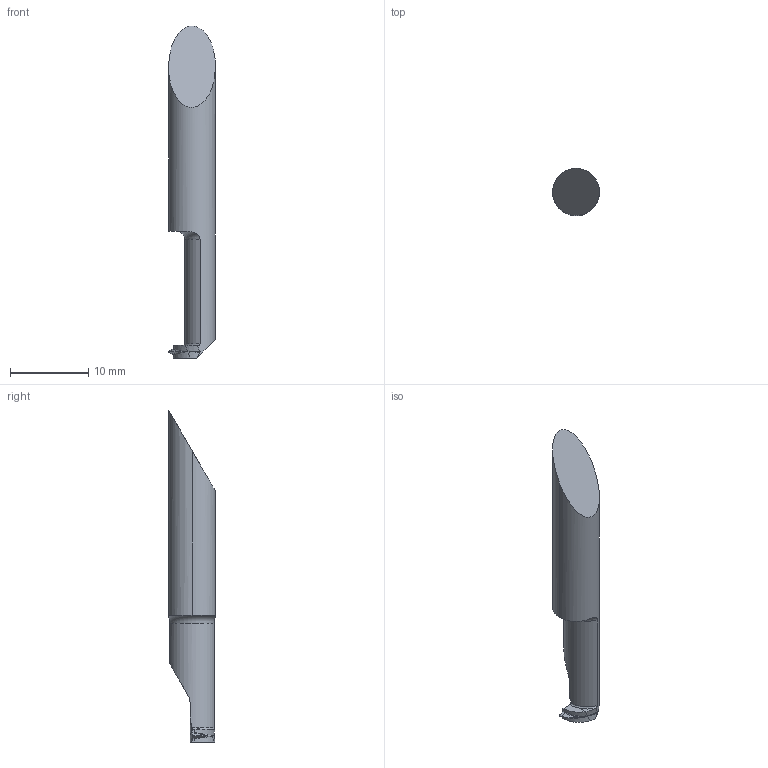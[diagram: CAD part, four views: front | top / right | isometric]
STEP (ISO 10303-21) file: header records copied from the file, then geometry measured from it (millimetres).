
FILE_DESCRIPTION(/* description */ (''),/* implementation_level */ '2;1');
FILE_NAME(/* name */ '1601532087810.stp',/* time_stamp */ '2020-10-01T11:31:33+05:00',/* author */ (''),/* organization */ ('SMS'),/* preprocessor_version */ 'ST-DEVELOPER v16.7',/* originating_system */ 'SIEMENS PLM Software NX 12.0',/* authorisation */ '');
FILE_SCHEMA (('AUTOMOTIVE_DESIGN { 1 0 10303 214 3 1 1 1 }'));
Length unit declared in the file: millimetre
Products named in the file (1): 202624542mod000_01
Bounding box: 6 x 6 x 42.45 mm (x, y, z)
Volume: 807.3 mm3; surface area: 704.6 mm2
Topology: 2 solids, 2 shells, 39 faces, 110 edges, 78 vertices
Faces by surface type: bspline 15, plane 12, torus 6, cylinder 5, cone 1
Entity records: 2466 total; most frequent: CARTESIAN_POINT 1539, ORIENTED_EDGE 218, DIRECTION 128, EDGE_CURVE 109, VERTEX_POINT 74, B_SPLINE_CURVE_WITH_KNOTS 53, AXIS2_PLACEMENT_3D 51, ADVANCED_FACE 39
